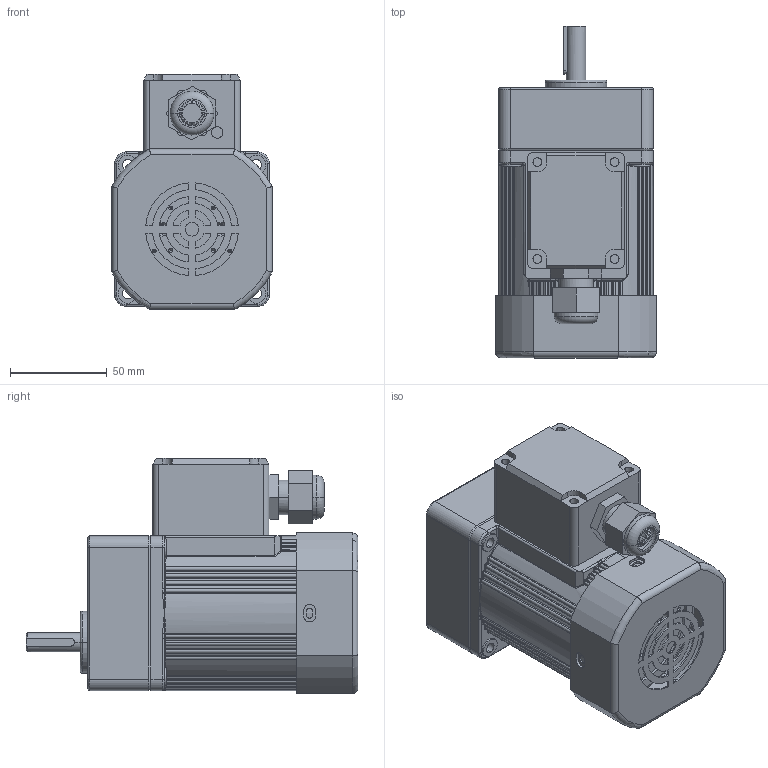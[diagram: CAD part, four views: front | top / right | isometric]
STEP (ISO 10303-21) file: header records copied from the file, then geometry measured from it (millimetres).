
FILE_DESCRIPTION (( 'STEP AP203' ), '1' );
FILE_NAME ('4IK25-FT+4GN3-15K.STEP', '2020-01-08T07:22:59', ( 'Sky123.Org' ), ( 'Sky123.Org' ), 'SwSTEP 2.0', 'SolidWorks 2014', '' );
FILE_SCHEMA (( 'CONFIG_CONTROL_DESIGN' ));
Length unit declared in the file: millimetre
Products named in the file (8): 峚倰萇儂諉盄碟02; NPT1-2萇擢芛; NPT1-2つ踡芛; NPT1-2萇擢芛蚾饜极; 80瑞欶褲; 4GN3-15K; 4IK25-FT+4GN3-15K; 4IK25A
Assembly tree (7 placements, depth 3):
  4IK25-FT+4GN3-15K
    4IK25A
    峚倰萇儂諉盄碟02
    NPT1-2萇擢芛蚾饜极
      NPT1-2萇擢芛
      NPT1-2つ踡芛
    80瑞欶褲
    4GN3-15K
Bounding box: 83 x 171.5 x 121.5 mm (x, y, z)
Volume: 695409 mm3; surface area: 126650.5 mm2
Topology: 6 solids, 6 shells, 1186 faces, 2976 edges, 1777 vertices
Faces by surface type: cylinder 371, plane 269, torus 246, bspline 191, sphere 59, cone 50
Entity records: 43093 total; most frequent: CARTESIAN_POINT 14905, ORIENTED_EDGE 5810, DIRECTION 5795, EDGE_CURVE 2905, AXIS2_PLACEMENT_3D 2400, VERTEX_POINT 1775, CIRCLE 1394, EDGE_LOOP 1296
